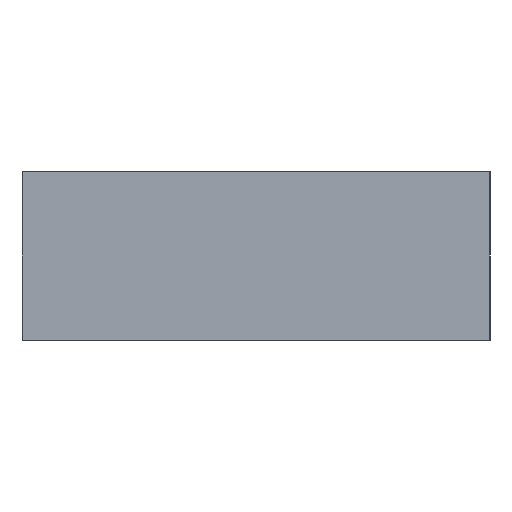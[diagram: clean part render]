
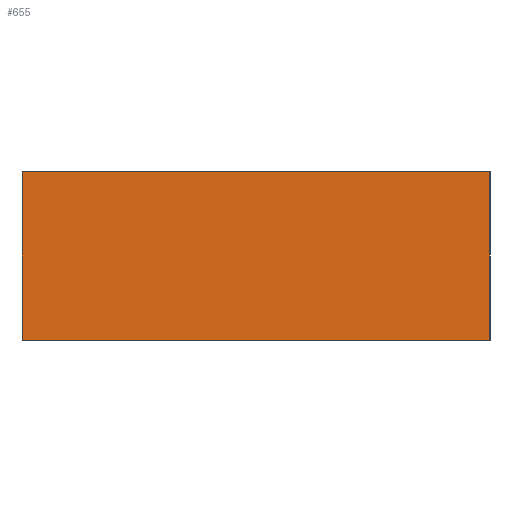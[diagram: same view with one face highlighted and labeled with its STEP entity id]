
A CAD part, left-side view. The second image highlights one B-rep face of the part: STEP entity #655.
In plain terms, the highlighted planar face has unit normal (-1, 0, 0).
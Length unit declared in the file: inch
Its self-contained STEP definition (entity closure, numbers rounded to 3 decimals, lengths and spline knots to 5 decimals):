
#12 = VECTOR ( 'NONE', #262, 39.37008 ) ;
#39 = VERTEX_POINT ( 'NONE', #1191 ) ;
#94 = ORIENTED_EDGE ( 'NONE', *, *, #270, .T. ) ;
#160 = LINE ( 'NONE', #1121, #12 ) ;
#237 = DIRECTION ( 'NONE',  ( 0., -1., 0. ) ) ;
#259 = DIRECTION ( 'NONE',  ( 1., 0., 0. ) ) ;
#260 = ORIENTED_EDGE ( 'NONE', *, *, #545, .F. ) ;
#262 = DIRECTION ( 'NONE',  ( 0., 0., -1. ) ) ;
#270 = EDGE_CURVE ( 'NONE', #1153, #1128, #376, .T. ) ;
#278 = DIRECTION ( 'NONE',  ( 0., -1., 0. ) ) ;
#312 = EDGE_LOOP ( 'NONE', ( #94, #451, #260, #1140 ) ) ;
#320 = CARTESIAN_POINT ( 'NONE',  ( -4.335, 0., 0.63 ) ) ;
#373 = VERTEX_POINT ( 'NONE', #1274 ) ;
#376 = LINE ( 'NONE', #1247, #805 ) ;
#409 = CARTESIAN_POINT ( 'NONE',  ( -4.335, 0., 0.63 ) ) ;
#424 = VECTOR ( 'NONE', #237, 39.37008 ) ;
#429 = LINE ( 'NONE', #409, #1361 ) ;
#451 = ORIENTED_EDGE ( 'NONE', *, *, #682, .F. ) ;
#475 = CARTESIAN_POINT ( 'NONE',  ( -4.335, 0., 0. ) ) ;
#478 = DIRECTION ( 'NONE',  ( 0., 1., 0. ) ) ;
#545 = EDGE_CURVE ( 'NONE', #39, #373, #1193, .T. ) ;
#655 = ADVANCED_FACE ( 'NONE', ( #1334 ), #891, .F. ) ;
#682 = EDGE_CURVE ( 'NONE', #373, #1128, #429, .T. ) ;
#722 = DIRECTION ( 'NONE',  ( 0., 0., -1. ) ) ;
#736 = AXIS2_PLACEMENT_3D ( 'NONE', #988, #259, #478 ) ;
#805 = VECTOR ( 'NONE', #278, 39.37008 ) ;
#891 = PLANE ( 'NONE',  #736 ) ;
#988 = CARTESIAN_POINT ( 'NONE',  ( -4.335, 0., 0.63 ) ) ;
#1121 = CARTESIAN_POINT ( 'NONE',  ( -4.335, 1.75, 0.63 ) ) ;
#1128 = VERTEX_POINT ( 'NONE', #475 ) ;
#1140 = ORIENTED_EDGE ( 'NONE', *, *, #1155, .T. ) ;
#1153 = VERTEX_POINT ( 'NONE', #1348 ) ;
#1155 = EDGE_CURVE ( 'NONE', #39, #1153, #160, .T. ) ;
#1191 = CARTESIAN_POINT ( 'NONE',  ( -4.335, 1.75, 0.63 ) ) ;
#1193 = LINE ( 'NONE', #320, #424 ) ;
#1247 = CARTESIAN_POINT ( 'NONE',  ( -4.335, 0., 0. ) ) ;
#1274 = CARTESIAN_POINT ( 'NONE',  ( -4.335, 0., 0.63 ) ) ;
#1334 = FACE_OUTER_BOUND ( 'NONE', #312, .T. ) ;
#1348 = CARTESIAN_POINT ( 'NONE',  ( -4.335, 1.75, 0. ) ) ;
#1361 = VECTOR ( 'NONE', #722, 39.37008 ) ;
